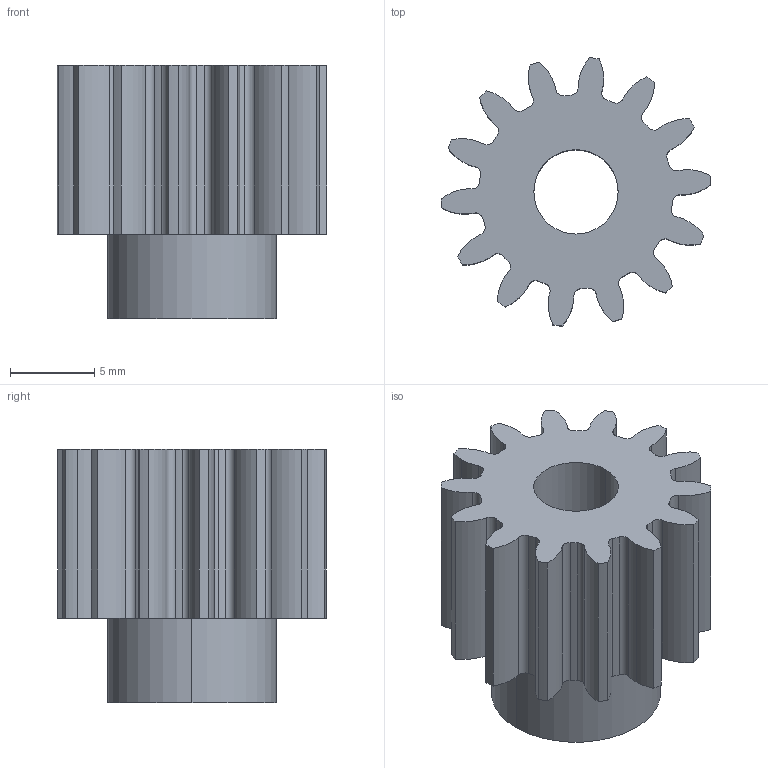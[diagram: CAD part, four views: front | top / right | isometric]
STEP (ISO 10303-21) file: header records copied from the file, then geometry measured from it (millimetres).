
FILE_DESCRIPTION (( 'STEP AP214' ), '1' );
FILE_NAME ('14t gear mod1.step', '2019-11-11T12:22:11', ( '' ), ( '' ), 'SwSTEP 2.0', 'SolidWorks 2019', '' );
FILE_SCHEMA (( 'AUTOMOTIVE_DESIGN' ));
Length unit declared in the file: millimetre
Products named in the file (1): 14t gear mod1
Bounding box: 15.98 x 15.92 x 15.01 mm (x, y, z)
Volume: 1548.7 mm3; surface area: 1514.3 mm2
Topology: 1 solids, 1 shells, 99 faces, 288 edges, 192 vertices
Faces by surface type: cylinder 96, plane 3
Entity records: 3454 total; most frequent: DIRECTION 680, CARTESIAN_POINT 580, ORIENTED_EDGE 576, AXIS2_PLACEMENT_3D 292, EDGE_CURVE 288, CIRCLE 192, VERTEX_POINT 192, EDGE_LOOP 102
